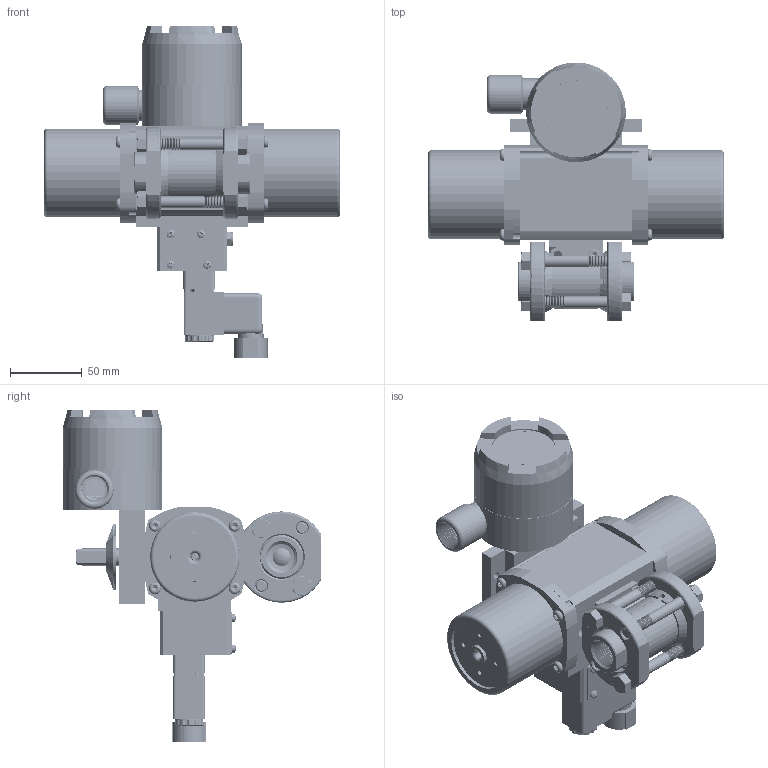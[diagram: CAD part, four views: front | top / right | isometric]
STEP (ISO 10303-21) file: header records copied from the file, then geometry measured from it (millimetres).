
FILE_DESCRIPTION (( 'STEP AP203' ), '1' );
FILE_NAME ('25XXSESA512SR3GPDCLS.step', '2018-06-12T17:32:17', ( '' ), ( '' ), 'SwSTEP 2.0', 'SolidWorks 2017', '' );
FILE_SCHEMA (( 'CONFIG_CONTROL_DESIGN' ));
Products named in the file (1): 25XXSESA512SR3GPDCLS
Bounding box: 206.12 x 180.17 x 231.14 mm (x, y, z)
Volume: 874077.3 mm3; surface area: 367623.7 mm2
Topology: 66 solids, 66 shells, 6400 faces, 17136 edges, 10945 vertices
Faces by surface type: cylinder 3124, cone 2021, plane 888, torus 214, bspline 139, sphere 14
Entity records: 256812 total; most frequent: CARTESIAN_POINT 100970, ORIENTED_EDGE 33968, DIRECTION 32974, EDGE_CURVE 16984, AXIS2_PLACEMENT_3D 13373, VERTEX_POINT 10941, CIRCLE 7111, EDGE_LOOP 6891
